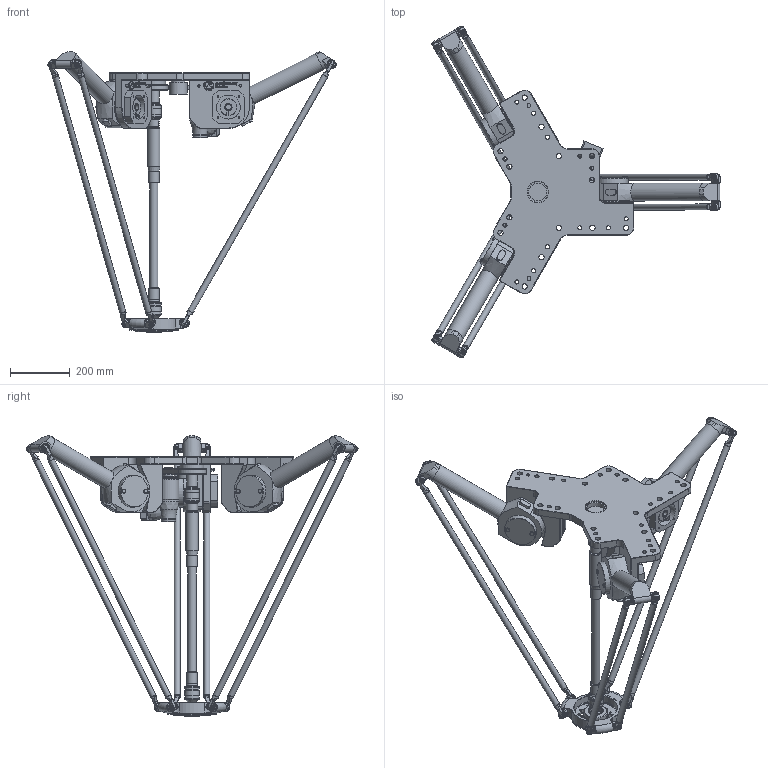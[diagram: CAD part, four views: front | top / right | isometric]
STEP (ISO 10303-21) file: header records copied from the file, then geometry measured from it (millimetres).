
FILE_DESCRIPTION(/* description */ (''),/* implementation_level */ '2;1');
FILE_NAME(/* name */ '3D-model_A_00851-T1.stp',/* time_stamp */ '2022-03-01T09:38:11+01:00',/* author */ ('michael.schutter'),/* organization */ ('Majatronic'),/* preprocessor_version */ 'ST-DEVELOPER v16.5',/* originating_system */ 'Autodesk Inventor 2017',/* authorisation */ '');
FILE_SCHEMA (('AUTOMOTIVE_DESIGN { 1 0 10303 214 3 1 1 }'));
Length unit declared in the file: millimetre
Products named in the file (14): A_00851-T1_DUMMY; MT_BGR00105076; MT_WST00067062MT_WST; MT_WST00067065MT_WST; MT_WST00111264 Dummy Antrieb T1; MT_WST00055124MT_WST; MT_WST00067068MT_WST; MT_WST00067067MT_WST; MT_WST00054992MT_WST; MT_WST00045206MT_WST; MT_WST00056692MT_WST; MT_WST00056693MT_WST; MT_WST00054956MT_WST; MT_WST00054957MT_WST
Assembly tree (26 placements, depth 3):
  A_00851-T1_DUMMY
    MT_BGR00105076
      MT_WST00067062MT_WST
      MT_WST00067065MT_WST  x3
      MT_WST00111264 Dummy Antrieb T1
      MT_WST00055124MT_WST
    MT_WST00067068MT_WST  x2
    MT_WST00067067MT_WST
    MT_WST00045206MT_WST  x6
    MT_WST00054992MT_WST  x6
    MT_WST00056692MT_WST
    MT_WST00056693MT_WST
    MT_WST00054956MT_WST
    MT_WST00054957MT_WST
Bounding box: 966.09 x 1112.38 x 941.36 mm (x, y, z)
Volume: 18388798.7 mm3; surface area: 2209028.7 mm2
Topology: 26 solids, 27 shells, 3795 faces, 9621 edges, 6182 vertices
Faces by surface type: plane 1760, cylinder 1514, cone 429, bspline 48, torus 40, sphere 4
Full cylindrical faces by diameter (mm): 3.459 x48, 4 x49, 4.134 x16, 4.917 x14, 6 x7, 6.647 x6, 8 x37, 9.6 x2, 9.8 x1, 10 x3, 11 x3, 12 x25, 13.835 x13, 14 x6, 14.5 x1, 15 x1, 16 x15, 17.5 x14, 18 x24, 19 x3, 19.7 x1, 20 x18, 23 x1, 24 x4, 25 x1, 26 x3, 28 x1, 30 x1, 31.5 x1, 34 x1
Entity records: 90654 total; most frequent: CARTESIAN_POINT 21892, DIRECTION 14509, ORIENTED_EDGE 13198, EDGE_CURVE 6598, AXIS2_PLACEMENT_3D 5388, VERTEX_POINT 4493, LINE 3733, VECTOR 3733
